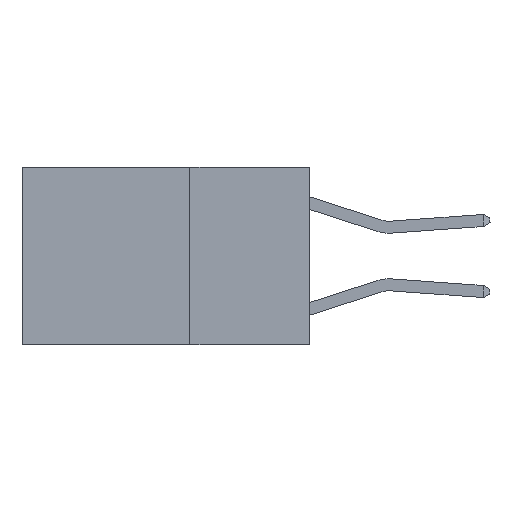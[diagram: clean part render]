
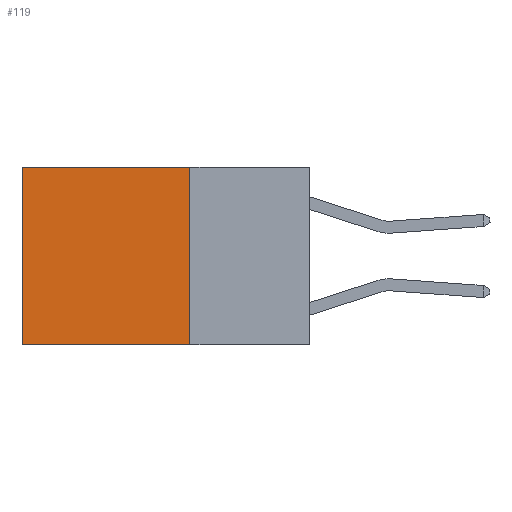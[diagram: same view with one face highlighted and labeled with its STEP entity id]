
A CAD part, left-side view. The second image highlights one B-rep face of the part: STEP entity #119.
In plain terms, the highlighted planar face has unit normal (-1, 0, 0).
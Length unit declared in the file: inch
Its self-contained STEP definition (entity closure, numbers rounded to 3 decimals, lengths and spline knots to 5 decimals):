
#81 = DIRECTION ( 'NONE',  ( 0., 1., 0. ) ) ;
#119 = ADVANCED_FACE ( 'NONE', ( #6745 ), #5952, .F. ) ;
#217 = LINE ( 'NONE', #6330, #10140 ) ;
#925 = LINE ( 'NONE', #5194, #6035 ) ;
#1044 = CARTESIAN_POINT ( 'NONE',  ( 0.2625, 0.25, 0. ) ) ;
#1638 = ORIENTED_EDGE ( 'NONE', *, *, #4767, .T. ) ;
#1683 = EDGE_CURVE ( 'NONE', #8004, #4010, #217, .T. ) ;
#1944 = AXIS2_PLACEMENT_3D ( 'NONE', #3546, #2710, #7696 ) ;
#2349 = CARTESIAN_POINT ( 'NONE',  ( 0.2625, 0.6, -0.37 ) ) ;
#2513 = EDGE_CURVE ( 'NONE', #8004, #4147, #925, .T. ) ;
#2710 = DIRECTION ( 'NONE',  ( 1., 0., 0. ) ) ;
#2900 = LINE ( 'NONE', #7146, #7743 ) ;
#2930 = EDGE_LOOP ( 'NONE', ( #1638, #9192, #5817, #8267 ) ) ;
#3546 = CARTESIAN_POINT ( 'NONE',  ( 0.2625, 0.25, 0. ) ) ;
#3578 = CARTESIAN_POINT ( 'NONE',  ( 0.2625, 0.6, 0. ) ) ;
#3985 = VECTOR ( 'NONE', #5322, 39.37008 ) ;
#4010 = VERTEX_POINT ( 'NONE', #6464 ) ;
#4125 = CARTESIAN_POINT ( 'NONE',  ( 0.2625, 0.6, 0. ) ) ;
#4147 = VERTEX_POINT ( 'NONE', #4125 ) ;
#4767 = EDGE_CURVE ( 'NONE', #4147, #6516, #6043, .T. ) ;
#5194 = CARTESIAN_POINT ( 'NONE',  ( 0.2625, 0.25, 0. ) ) ;
#5322 = DIRECTION ( 'NONE',  ( 0., 0., -1. ) ) ;
#5817 = ORIENTED_EDGE ( 'NONE', *, *, #1683, .F. ) ;
#5952 = PLANE ( 'NONE',  #1944 ) ;
#6035 = VECTOR ( 'NONE', #81, 39.37008 ) ;
#6043 = LINE ( 'NONE', #3578, #3985 ) ;
#6330 = CARTESIAN_POINT ( 'NONE',  ( 0.2625, 0.25, 0. ) ) ;
#6464 = CARTESIAN_POINT ( 'NONE',  ( 0.2625, 0.25, -0.37 ) ) ;
#6516 = VERTEX_POINT ( 'NONE', #2349 ) ;
#6745 = FACE_OUTER_BOUND ( 'NONE', #2930, .T. ) ;
#7146 = CARTESIAN_POINT ( 'NONE',  ( 0.2625, 0.25, -0.37 ) ) ;
#7696 = DIRECTION ( 'NONE',  ( 0., 0., -1. ) ) ;
#7743 = VECTOR ( 'NONE', #9014, 39.37008 ) ;
#7971 = DIRECTION ( 'NONE',  ( 0., 0., -1. ) ) ;
#8004 = VERTEX_POINT ( 'NONE', #1044 ) ;
#8075 = EDGE_CURVE ( 'NONE', #4010, #6516, #2900, .T. ) ;
#8267 = ORIENTED_EDGE ( 'NONE', *, *, #2513, .T. ) ;
#9014 = DIRECTION ( 'NONE',  ( 0., 1., 0. ) ) ;
#9192 = ORIENTED_EDGE ( 'NONE', *, *, #8075, .F. ) ;
#10140 = VECTOR ( 'NONE', #7971, 39.37008 ) ;
